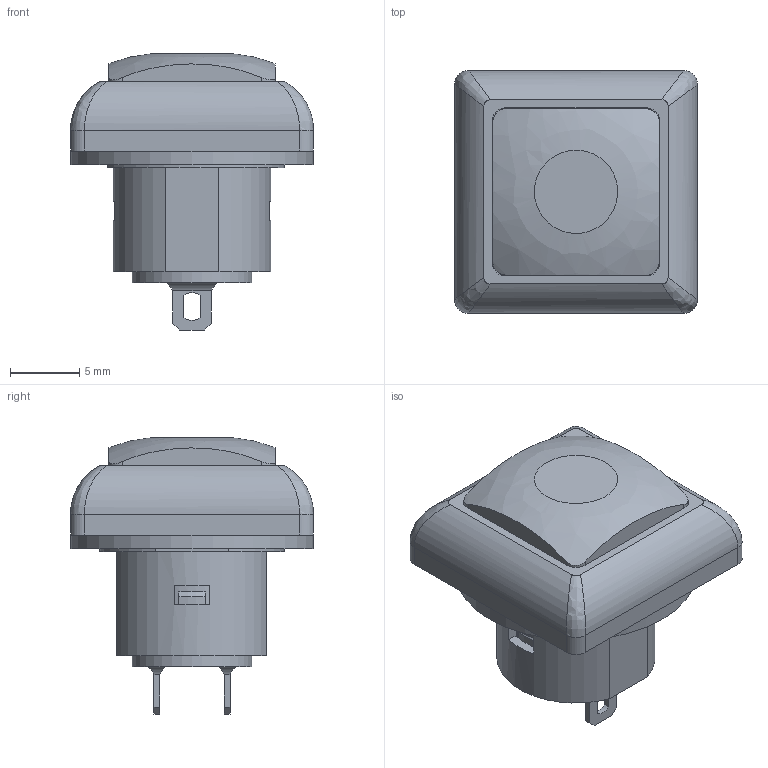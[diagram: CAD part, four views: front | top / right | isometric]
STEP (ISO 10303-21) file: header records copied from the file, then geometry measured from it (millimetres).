
FILE_DESCRIPTION((' '),'2;1');
FILE_NAME('RP8400B2M1CExxxxxxNIL.stp','2017-07-19T15:57:32',(' '),(' '),' ','ACIS',' ');
FILE_SCHEMA(('CONFIG_CONTROL_DESIGN'));
Length unit declared in the file: inch
Products named in the file (1): RP8400B2M1CExxxxxxNIL.stp
Bounding box: 17.5 x 17.5 x 19.9 mm (x, y, z)
Volume: 1890.2 mm3; surface area: 3063.6 mm2
Topology: 1 solids, 1 shells, 230 faces, 610 edges, 391 vertices
Faces by surface type: plane 135, cylinder 69, bspline 14, cone 11, torus 1
Full cylindrical faces by diameter (mm): 2.2 x1, 2.6 x1, 3.85 x1, 4.95 x1, 5.1 x1, 7 x1, 7.2 x1, 7.55 x1, 7.9 x1, 8.6 x2, 9.5 x2, 10 x1, 11.6 x1, 13.6 x1, 17.5 x1
Entity records: 8214 total; most frequent: CARTESIAN_POINT 2498, DIRECTION 1158, ORIENTED_EDGE 1152, EDGE_CURVE 576, AXIS2_PLACEMENT_3D 411, VERTEX_POINT 380, VECTOR 336, LINE 336
